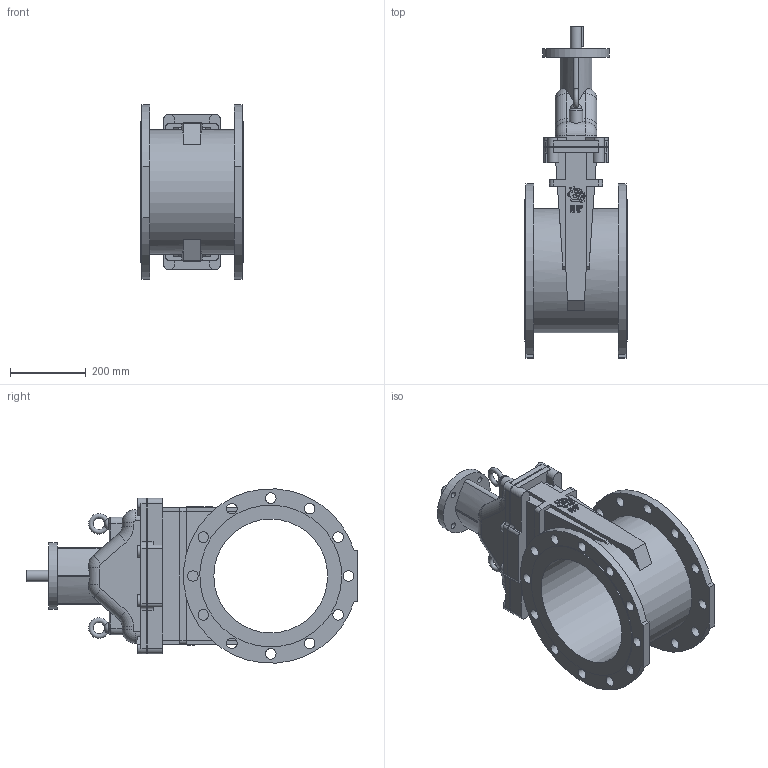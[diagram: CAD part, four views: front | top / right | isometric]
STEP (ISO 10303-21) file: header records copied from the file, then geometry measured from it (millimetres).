
FILE_DESCRIPTION(('STEP AP203'), '1');
FILE_NAME('3D_103-300-16_1', '', ('UNSPECIFIED'), ('UNSPECIFIED'), 'C3D Converter', 'C3D Toolkit', '');
FILE_SCHEMA(('CONFIG_CONTROL_DESIGN'));
Length unit declared in the file: millimetre
Bounding box: 269.99 x 875 x 458.98 mm (x, y, z)
Volume: 20997117.7 mm3; surface area: 1561366.4 mm2
Topology: 4 solids, 4 shells, 3596 faces, 10583 edges, 7043 vertices
Faces by surface type: plane 3463, cylinder 114, torus 18, cone 1
Full cylindrical faces by diameter (mm): 16 x4, 24 x2, 28 x28, 30 x1, 175 x1, 300 x1, 328 x1, 374 x2
Entity records: 147244 total; most frequent: CARTESIAN_POINT 22476, ORIENTED_EDGE 21078, DIRECTION 17963, EDGE_CURVE 10539, LINE 10207, VECTOR 10207, VERTEX_POINT 7043, AXIS2_PLACEMENT_3D 3878
